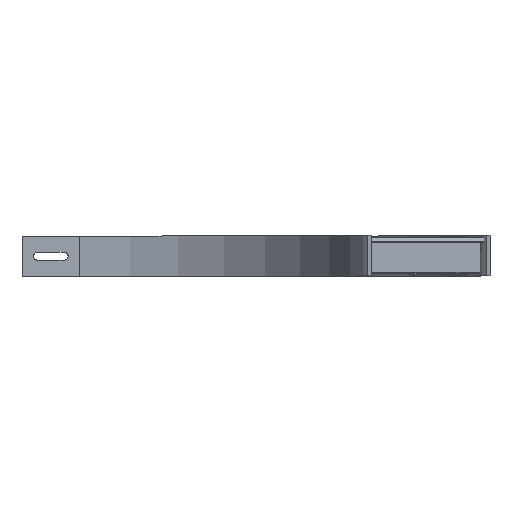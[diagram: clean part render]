
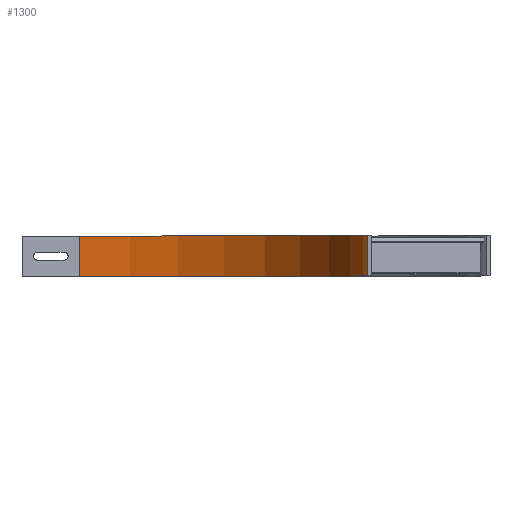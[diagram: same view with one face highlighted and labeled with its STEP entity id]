
A CAD part, top view. The second image highlights one B-rep face of the part: STEP entity #1300.
In plain terms, the highlighted cylindrical face has radius 250 mm (diameter 500 mm), a partial arc.
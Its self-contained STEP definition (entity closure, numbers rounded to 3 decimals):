
#12 = VECTOR ( 'NONE', #3642, 1000. ) ;
#53 = CARTESIAN_POINT ( 'NONE',  ( 250., 0., 0. ) ) ;
#62 = DIRECTION ( 'NONE',  ( 0., 0., -1. ) ) ;
#342 = AXIS2_PLACEMENT_3D ( 'NONE', #2827, #3754, #3342 ) ;
#486 = EDGE_CURVE ( 'NONE', #2809, #705, #1324, .T. ) ;
#628 = VERTEX_POINT ( 'NONE', #1370 ) ;
#669 = DIRECTION ( 'NONE',  ( 0., 1., 0. ) ) ;
#705 = VERTEX_POINT ( 'NONE', #53 ) ;
#879 = CARTESIAN_POINT ( 'NONE',  ( 250., -35., 0. ) ) ;
#976 = AXIS2_PLACEMENT_3D ( 'NONE', #2973, #4641, #2736 ) ;
#980 = AXIS2_PLACEMENT_3D ( 'NONE', #1439, #2335, #62 ) ;
#984 = ORIENTED_EDGE ( 'NONE', *, *, #5137, .F. ) ;
#1300 = ADVANCED_FACE ( 'NONE', ( #1623 ), #3809, .F. ) ;
#1324 = CIRCLE ( 'NONE', #976, 250. ) ;
#1370 = CARTESIAN_POINT ( 'NONE',  ( 0., -35., -250. ) ) ;
#1439 = CARTESIAN_POINT ( 'NONE',  ( 0., -35., 0. ) ) ;
#1623 = FACE_OUTER_BOUND ( 'NONE', #2633, .T. ) ;
#1846 = CIRCLE ( 'NONE', #980, 250. ) ;
#1999 = ORIENTED_EDGE ( 'NONE', *, *, #2731, .T. ) ;
#2335 = DIRECTION ( 'NONE',  ( 0., -1., 0. ) ) ;
#2378 = LINE ( 'NONE', #4896, #3323 ) ;
#2633 = EDGE_LOOP ( 'NONE', ( #5050, #984, #2803, #1999 ) ) ;
#2731 = EDGE_CURVE ( 'NONE', #4473, #705, #2929, .T. ) ;
#2736 = DIRECTION ( 'NONE',  ( 0., 0., -1. ) ) ;
#2803 = ORIENTED_EDGE ( 'NONE', *, *, #3840, .T. ) ;
#2809 = VERTEX_POINT ( 'NONE', #5588 ) ;
#2827 = CARTESIAN_POINT ( 'NONE',  ( 0., -35., 0. ) ) ;
#2929 = LINE ( 'NONE', #879, #12 ) ;
#2952 = CARTESIAN_POINT ( 'NONE',  ( 250., -35., 0. ) ) ;
#2973 = CARTESIAN_POINT ( 'NONE',  ( 0., 0., 0. ) ) ;
#3323 = VECTOR ( 'NONE', #669, 1000. ) ;
#3342 = DIRECTION ( 'NONE',  ( 0., 0., 1. ) ) ;
#3642 = DIRECTION ( 'NONE',  ( 0., 1., 0. ) ) ;
#3754 = DIRECTION ( 'NONE',  ( 0., 1., 0. ) ) ;
#3809 = CYLINDRICAL_SURFACE ( 'NONE', #342, 250. ) ;
#3840 = EDGE_CURVE ( 'NONE', #628, #4473, #1846, .T. ) ;
#4473 = VERTEX_POINT ( 'NONE', #2952 ) ;
#4641 = DIRECTION ( 'NONE',  ( 0., -1., 0. ) ) ;
#4896 = CARTESIAN_POINT ( 'NONE',  ( 0., -35., -250. ) ) ;
#5050 = ORIENTED_EDGE ( 'NONE', *, *, #486, .F. ) ;
#5137 = EDGE_CURVE ( 'NONE', #628, #2809, #2378, .T. ) ;
#5588 = CARTESIAN_POINT ( 'NONE',  ( 0., 0., -250. ) ) ;
